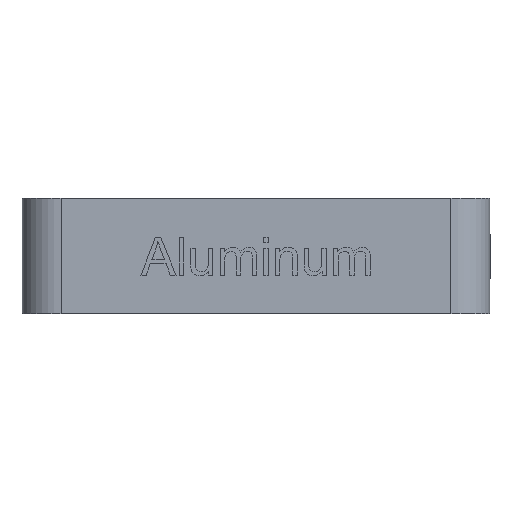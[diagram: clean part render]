
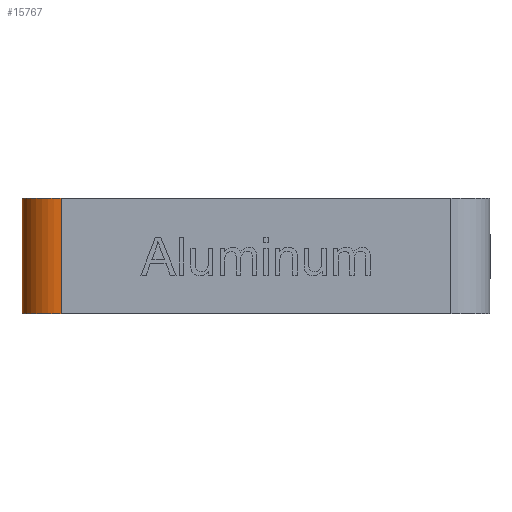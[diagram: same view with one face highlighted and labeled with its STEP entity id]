
A CAD part, left-side view. The second image highlights one B-rep face of the part: STEP entity #15767.
In plain terms, the highlighted cylindrical face has radius 3.175 mm (diameter 6.35 mm), a partial arc.
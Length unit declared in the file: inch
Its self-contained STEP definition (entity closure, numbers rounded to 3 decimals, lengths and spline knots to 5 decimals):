
#20=CIRCLE('',#16442,0.125);
#27=CIRCLE('',#16451,0.125);
#43=CYLINDRICAL_SURFACE('',#16450,0.125);
#1497=FACE_OUTER_BOUND('',#2384,.T.);
#2384=EDGE_LOOP('',(#12399,#12400,#12401,#12402));
#2977=LINE('',#20760,#4562);
#3709=LINE('',#24570,#5294);
#4562=VECTOR('',#17063,0.3937);
#5294=VECTOR('',#18265,0.3937);
#6129=VERTEX_POINT('',#20757);
#6130=VERTEX_POINT('',#20759);
#6775=VERTEX_POINT('',#24568);
#6776=VERTEX_POINT('',#24569);
#7705=EDGE_CURVE('',#6130,#6129,#2977,.T.);
#8669=EDGE_CURVE('',#6775,#6776,#3709,.T.);
#8675=EDGE_CURVE('',#6776,#6130,#20,.T.);
#8924=EDGE_CURVE('',#6129,#6775,#27,.T.);
#12399=ORIENTED_EDGE('',*,*,#8924,.T.);
#12400=ORIENTED_EDGE('',*,*,#8669,.T.);
#12401=ORIENTED_EDGE('',*,*,#8675,.T.);
#12402=ORIENTED_EDGE('',*,*,#7705,.T.);
#15767=ADVANCED_FACE('',(#1497),#43,.T.);
#16442=AXIS2_PLACEMENT_3D('',#24580,#18277,#18278);
#16450=AXIS2_PLACEMENT_3D('',#25388,#18431,#18432);
#16451=AXIS2_PLACEMENT_3D('',#25389,#18433,#18434);
#17063=DIRECTION('',(0.,0.,-1.));
#18265=DIRECTION('',(0.,0.,1.));
#18277=DIRECTION('center_axis',(0.,0.,-1.));
#18278=DIRECTION('ref_axis',(-0.707,0.707,0.));
#18431=DIRECTION('center_axis',(0.,0.,-1.));
#18432=DIRECTION('ref_axis',(-0.707,0.707,0.));
#18433=DIRECTION('center_axis',(0.,0.,1.));
#18434=DIRECTION('ref_axis',(-0.707,0.707,0.));
#20757=CARTESIAN_POINT('',(-0.625,0.75,-0.37));
#20759=CARTESIAN_POINT('',(-0.625,0.75,0.));
#20760=CARTESIAN_POINT('',(-0.625,0.75,0.));
#24568=CARTESIAN_POINT('',(-0.75,0.625,-0.37));
#24569=CARTESIAN_POINT('',(-0.75,0.625,0.));
#24570=CARTESIAN_POINT('',(-0.75,0.625,0.));
#24580=CARTESIAN_POINT('Origin',(-0.625,0.625,0.));
#25388=CARTESIAN_POINT('Origin',(-0.625,0.625,0.));
#25389=CARTESIAN_POINT('Origin',(-0.625,0.625,-0.37));
